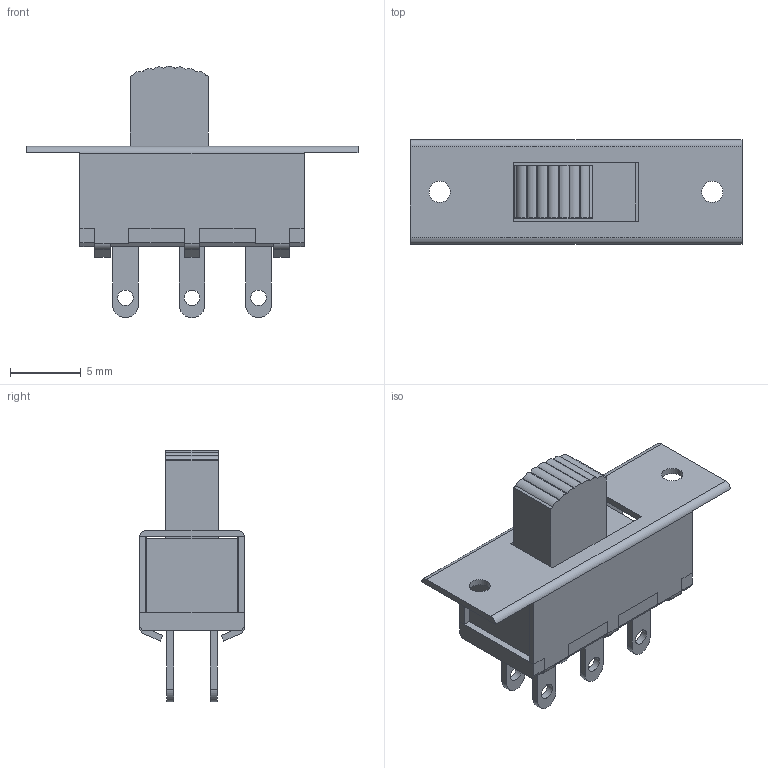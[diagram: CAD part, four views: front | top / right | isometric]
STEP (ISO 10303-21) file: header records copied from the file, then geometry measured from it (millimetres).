
FILE_DESCRIPTION(/* description */ (''),/* implementation_level */ '2;1');
FILE_NAME(/* name */ 'Switch v4.step',/* time_stamp */ '2019-04-22T09:50:37+01:00',/* author */ ('ecob81'),/* organization */ (''),/* preprocessor_version */ 'ST-DEVELOPER v18',/* originating_system */ 'Autodesk Translation Framework v8.2.0.1029',/* authorisation */ '');
FILE_SCHEMA (('AUTOMOTIVE_DESIGN { 1 0 10303 214 3 1 1 }'));
Length unit declared in the file: millimetre
Products named in the file (2): Switch; Component1
Assembly tree (1 placements, depth 2):
  Switch
    Component1
Bounding box: 23.45 x 7.4 x 17.77 mm (x, y, z)
Volume: 824.9 mm3; surface area: 1586.2 mm2
Topology: 9 solids, 9 shells, 205 faces, 546 edges, 360 vertices
Faces by surface type: plane 154, cylinder 51
Full cylindrical faces by diameter (mm): 1.1 x6, 1.5 x2
Entity records: 6427 total; most frequent: CARTESIAN_POINT 1114, ORIENTED_EDGE 1092, DIRECTION 1068, EDGE_CURVE 546, LINE 440, VECTOR 440, VERTEX_POINT 360, AXIS2_PLACEMENT_3D 314
